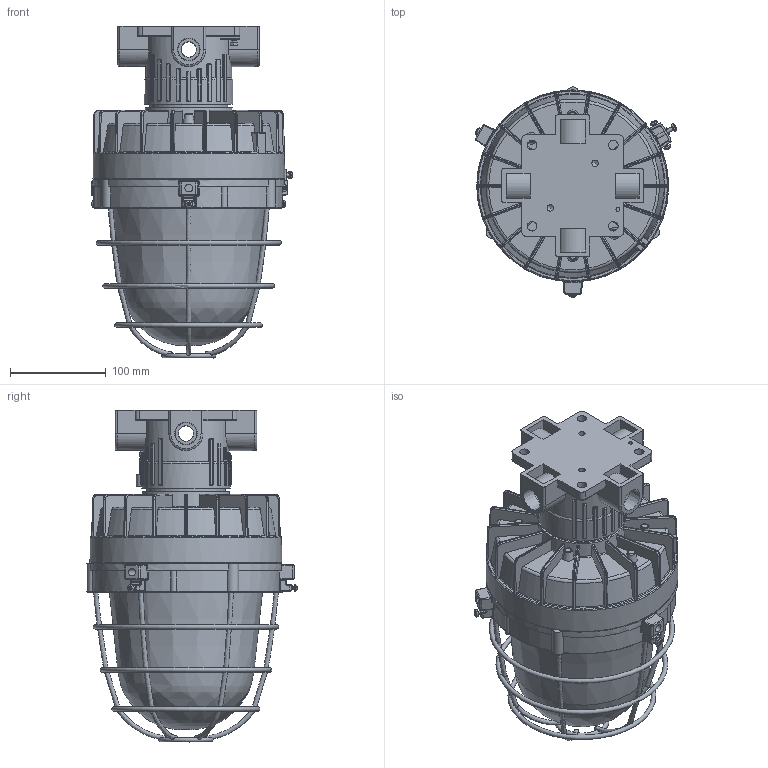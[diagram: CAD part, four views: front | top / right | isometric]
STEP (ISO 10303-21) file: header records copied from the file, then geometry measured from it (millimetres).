
FILE_DESCRIPTION((''),'2;1');
FILE_NAME('СГЖ01-6200С_П_12DC_Внешний контур_1.stp','2017-04-18T09:33:10',('A.I.Eshenko'),(''),'Autodesk Inventor 2012','Autodesk Inventor 2012','');
FILE_SCHEMA(('AUTOMOTIVE_DESIGN { 1 0 10303 214 1 1 1 1 }'));
Length unit declared in the file: millimetre
Products named in the file (1): СГЖ01-6200С_П_12DC_Внешний контур_1
Bounding box: 210.51 x 219.59 x 347.11 mm (x, y, z)
Surface area: 628916.3 mm2 (no closed solid volume)
Topology: 0 solids, 33 shells, 2165 faces, 5627 edges, 3565 vertices
Faces by surface type: plane 855, cylinder 520, cone 323, bspline 201, torus 161, sphere 81, revolution 24
Full cylindrical faces by diameter (mm): 3 x3, 3.2 x2, 3.242 x11, 3.65 x6, 4 x6, 4.1 x3, 4.4 x2, 4.567 x2, 4.8 x1, 5 x2, 5.1 x1, 6 x7, 6.647 x2, 6.7 x2, 7 x1, 8 x3, 10 x4, 12 x2, 16 x4, 17 x1, 22.6 x4, 25 x1, 78.7 x1, 80 x1, 81.9 x1, 82.7 x1, 86.4 x1, 90.4 x1, 92.6 x1, 135 x1
Entity records: 79613 total; most frequent: CARTESIAN_POINT 26560, DIRECTION 10673, ORIENTED_EDGE 10610, EDGE_CURVE 5319, AXIS2_PLACEMENT_3D 4278, VERTEX_POINT 3454, EDGE_LOOP 2507, FACE_OUTER_BOUND 2162
